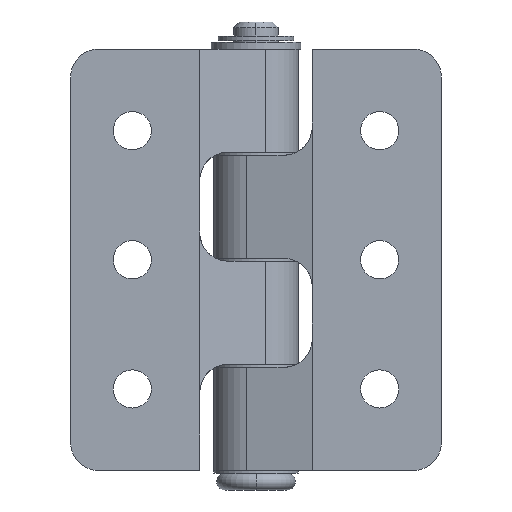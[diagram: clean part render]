
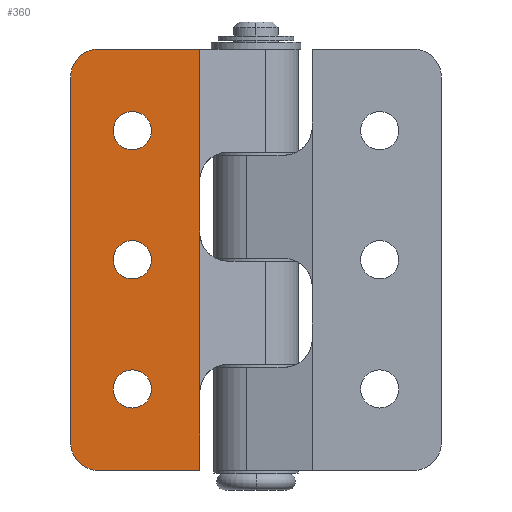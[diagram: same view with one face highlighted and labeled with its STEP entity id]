
A CAD part, front view. The second image highlights one B-rep face of the part: STEP entity #360.
In plain terms, the highlighted planar face has unit normal (0, -1, 0).
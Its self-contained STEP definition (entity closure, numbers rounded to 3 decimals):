
#16 = VERTEX_POINT ( 'NONE', #890 ) ;
#18 = VERTEX_POINT ( 'NONE', #925 ) ;
#105 = VERTEX_POINT ( 'NONE', #1061 ) ;
#106 = EDGE_CURVE ( 'NONE', #105, #113, #1054, .T. ) ;
#113 = VERTEX_POINT ( 'NONE', #1101 ) ;
#117 = VERTEX_POINT ( 'NONE', #1060 ) ;
#135 = VERTEX_POINT ( 'NONE', #1091 ) ;
#142 = EDGE_CURVE ( 'NONE', #241, #240, #1072, .T. ) ;
#144 = EDGE_CURVE ( 'NONE', #135, #155, #1073, .T. ) ;
#155 = VERTEX_POINT ( 'NONE', #1115 ) ;
#169 = EDGE_CURVE ( 'NONE', #117, #105, #1189, .T. ) ;
#194 = EDGE_CURVE ( 'NONE', #201, #196, #1217, .T. ) ;
#196 = VERTEX_POINT ( 'NONE', #1228 ) ;
#201 = VERTEX_POINT ( 'NONE', #1212 ) ;
#240 = VERTEX_POINT ( 'NONE', #1270 ) ;
#241 = VERTEX_POINT ( 'NONE', #1261 ) ;
#341 = VERTEX_POINT ( 'NONE', #1413 ) ;
#342 = ORIENTED_EDGE ( 'NONE', *, *, #343, .T. ) ;
#343 = EDGE_CURVE ( 'NONE', #117, #350, #1419, .T. ) ;
#344 = ORIENTED_EDGE ( 'NONE', *, *, #142, .T. ) ;
#347 = EDGE_CURVE ( 'NONE', #16, #18, #1465, .T. ) ;
#348 = EDGE_CURVE ( 'NONE', #350, #352, #1453, .T. ) ;
#350 = VERTEX_POINT ( 'NONE', #1449 ) ;
#351 = ORIENTED_EDGE ( 'NONE', *, *, #408, .T. ) ;
#352 = VERTEX_POINT ( 'NONE', #1459 ) ;
#353 = EDGE_LOOP ( 'NONE', ( #404, #407 ) ) ;
#355 = EDGE_LOOP ( 'NONE', ( #410, #342, #397, #396, #395, #400, #403, #358, #398 ) ) ;
#358 = ORIENTED_EDGE ( 'NONE', *, *, #380, .T. ) ;
#359 = ORIENTED_EDGE ( 'NONE', *, *, #412, .T. ) ;
#360 = ADVANCED_FACE ( 'NONE', ( #1412, #1448, #1442, #1461 ), #1440, .F. ) ;
#380 = EDGE_CURVE ( 'NONE', #399, #113, #1533, .T. ) ;
#394 = EDGE_CURVE ( 'NONE', #352, #201, #1569, .T. ) ;
#395 = ORIENTED_EDGE ( 'NONE', *, *, #194, .T. ) ;
#396 = ORIENTED_EDGE ( 'NONE', *, *, #394, .T. ) ;
#397 = ORIENTED_EDGE ( 'NONE', *, *, #348, .T. ) ;
#398 = ORIENTED_EDGE ( 'NONE', *, *, #106, .F. ) ;
#399 = VERTEX_POINT ( 'NONE', #1564 ) ;
#400 = ORIENTED_EDGE ( 'NONE', *, *, #409, .T. ) ;
#401 = EDGE_CURVE ( 'NONE', #399, #341, #1558, .T. ) ;
#403 = ORIENTED_EDGE ( 'NONE', *, *, #401, .F. ) ;
#404 = ORIENTED_EDGE ( 'NONE', *, *, #347, .T. ) ;
#405 = EDGE_LOOP ( 'NONE', ( #359, #344 ) ) ;
#406 = EDGE_LOOP ( 'NONE', ( #351, #411 ) ) ;
#407 = ORIENTED_EDGE ( 'NONE', *, *, #4010, .T. ) ;
#408 = EDGE_CURVE ( 'NONE', #155, #135, #1594, .T. ) ;
#409 = EDGE_CURVE ( 'NONE', #196, #341, #1593, .T. ) ;
#410 = ORIENTED_EDGE ( 'NONE', *, *, #169, .F. ) ;
#411 = ORIENTED_EDGE ( 'NONE', *, *, #144, .T. ) ;
#412 = EDGE_CURVE ( 'NONE', #240, #241, #1586, .T. ) ;
#890 = CARTESIAN_POINT ( 'NONE',  ( -22., -10., 26.4 ) ) ;
#925 = CARTESIAN_POINT ( 'NONE',  ( -22., -10., 19.6 ) ) ;
#1053 = CARTESIAN_POINT ( 'NONE',  ( -10., -10., 37.5 ) ) ;
#1054 = LINE ( 'NONE', #1053, #1103 ) ;
#1060 = CARTESIAN_POINT ( 'NONE',  ( -28., -10., 37.5 ) ) ;
#1061 = CARTESIAN_POINT ( 'NONE',  ( -10., -10., 37.5 ) ) ;
#1072 = CIRCLE ( 'NONE', #1126, 3.4 ) ;
#1073 = CIRCLE ( 'NONE', #1131, 3.4 ) ;
#1074 = CARTESIAN_POINT ( 'NONE',  ( -22., -10., -23. ) ) ;
#1091 = CARTESIAN_POINT ( 'NONE',  ( -22., -10., -3.4 ) ) ;
#1101 = CARTESIAN_POINT ( 'NONE',  ( -10., -10., 14.14 ) ) ;
#1102 = DIRECTION ( 'NONE',  ( 0., 0., -1. ) ) ;
#1103 = VECTOR ( 'NONE', #1102, 1000. ) ;
#1113 = DIRECTION ( 'NONE',  ( 0., 0., 1. ) ) ;
#1114 = DIRECTION ( 'NONE',  ( 0., 1., 0. ) ) ;
#1115 = CARTESIAN_POINT ( 'NONE',  ( -22., -10., 3.4 ) ) ;
#1123 = CARTESIAN_POINT ( 'NONE',  ( -22., -10., 0. ) ) ;
#1124 = DIRECTION ( 'NONE',  ( 0., 0., 1. ) ) ;
#1125 = DIRECTION ( 'NONE',  ( 0., 1., 0. ) ) ;
#1126 = AXIS2_PLACEMENT_3D ( 'NONE', #1074, #1125, #1124 ) ;
#1131 = AXIS2_PLACEMENT_3D ( 'NONE', #1123, #1114, #1113 ) ;
#1185 = DIRECTION ( 'NONE',  ( 1., 0., 0. ) ) ;
#1186 = VECTOR ( 'NONE', #1185, 1000. ) ;
#1187 = CARTESIAN_POINT ( 'NONE',  ( -33., -10., 37.5 ) ) ;
#1189 = LINE ( 'NONE', #1187, #1186 ) ;
#1212 = CARTESIAN_POINT ( 'NONE',  ( -28., -10., -37.5 ) ) ;
#1214 = DIRECTION ( 'NONE',  ( 1., 0., 0. ) ) ;
#1215 = VECTOR ( 'NONE', #1214, 1000. ) ;
#1216 = CARTESIAN_POINT ( 'NONE',  ( -33., -10., -37.5 ) ) ;
#1217 = LINE ( 'NONE', #1216, #1215 ) ;
#1228 = CARTESIAN_POINT ( 'NONE',  ( -10., -10., -37.5 ) ) ;
#1261 = CARTESIAN_POINT ( 'NONE',  ( -22., -10., -26.4 ) ) ;
#1270 = CARTESIAN_POINT ( 'NONE',  ( -22., -10., -19.6 ) ) ;
#1412 = FACE_BOUND ( 'NONE', #353, .T. ) ;
#1413 = CARTESIAN_POINT ( 'NONE',  ( -10., -10., -23.62 ) ) ;
#1418 = AXIS2_PLACEMENT_3D ( 'NONE', #1458, #1457, #1456 ) ;
#1419 = CIRCLE ( 'NONE', #1469, 5. ) ;
#1440 = PLANE ( 'NONE',  #1460 ) ;
#1442 = FACE_BOUND ( 'NONE', #405, .T. ) ;
#1448 = FACE_BOUND ( 'NONE', #406, .T. ) ;
#1449 = CARTESIAN_POINT ( 'NONE',  ( -33., -10., 32.5 ) ) ;
#1451 = DIRECTION ( 'NONE',  ( 0., 0., -1. ) ) ;
#1452 = VECTOR ( 'NONE', #1451, 1000. ) ;
#1453 = LINE ( 'NONE', #1464, #1452 ) ;
#1454 = CARTESIAN_POINT ( 'NONE',  ( -33., -10., 37.5 ) ) ;
#1456 = DIRECTION ( 'NONE',  ( 0., 0., 1. ) ) ;
#1457 = DIRECTION ( 'NONE',  ( 0., 1., 0. ) ) ;
#1458 = CARTESIAN_POINT ( 'NONE',  ( -22., -10., 23. ) ) ;
#1459 = CARTESIAN_POINT ( 'NONE',  ( -33., -10., -32.5 ) ) ;
#1460 = AXIS2_PLACEMENT_3D ( 'NONE', #1454, #1503, #1502 ) ;
#1461 = FACE_OUTER_BOUND ( 'NONE', #355, .T. ) ;
#1464 = CARTESIAN_POINT ( 'NONE',  ( -33., -10., 37.5 ) ) ;
#1465 = CIRCLE ( 'NONE', #1418, 3.4 ) ;
#1466 = DIRECTION ( 'NONE',  ( 0., 0., 1. ) ) ;
#1467 = DIRECTION ( 'NONE',  ( 0., -1., 0. ) ) ;
#1468 = CARTESIAN_POINT ( 'NONE',  ( -28., -10., 32.5 ) ) ;
#1469 = AXIS2_PLACEMENT_3D ( 'NONE', #1468, #1467, #1466 ) ;
#1502 = DIRECTION ( 'NONE',  ( 0., 0., 1. ) ) ;
#1503 = DIRECTION ( 'NONE',  ( 0., 1., 0. ) ) ;
#1530 = DIRECTION ( 'NONE',  ( 0., 0., 1. ) ) ;
#1531 = VECTOR ( 'NONE', #1530, 1000. ) ;
#1532 = CARTESIAN_POINT ( 'NONE',  ( -10., -10., 37.5 ) ) ;
#1533 = LINE ( 'NONE', #1532, #1531 ) ;
#1552 = DIRECTION ( 'NONE',  ( 0., 1., 0. ) ) ;
#1553 = AXIS2_PLACEMENT_3D ( 'NONE', #1565, #1552, #1557 ) ;
#1554 = DIRECTION ( 'NONE',  ( 0., 0., 1. ) ) ;
#1555 = DIRECTION ( 'NONE',  ( 0., -1., 0. ) ) ;
#1556 = AXIS2_PLACEMENT_3D ( 'NONE', #1563, #1555, #1554 ) ;
#1557 = DIRECTION ( 'NONE',  ( 0., 0., 1. ) ) ;
#1558 = LINE ( 'NONE', #1572, #1571 ) ;
#1563 = CARTESIAN_POINT ( 'NONE',  ( -28., -10., -32.5 ) ) ;
#1564 = CARTESIAN_POINT ( 'NONE',  ( -10., -10., 4.76 ) ) ;
#1565 = CARTESIAN_POINT ( 'NONE',  ( -22., -10., 0. ) ) ;
#1569 = CIRCLE ( 'NONE', #1556, 5. ) ;
#1570 = DIRECTION ( 'NONE',  ( 0., 0., -1. ) ) ;
#1571 = VECTOR ( 'NONE', #1570, 1000. ) ;
#1572 = CARTESIAN_POINT ( 'NONE',  ( -10., -10., 37.5 ) ) ;
#1582 = DIRECTION ( 'NONE',  ( 0., 0., 1. ) ) ;
#1583 = DIRECTION ( 'NONE',  ( 0., 1., 0. ) ) ;
#1584 = AXIS2_PLACEMENT_3D ( 'NONE', #1591, #1583, #1582 ) ;
#1586 = CIRCLE ( 'NONE', #1584, 3.4 ) ;
#1587 = DIRECTION ( 'NONE',  ( 0., 0., 1. ) ) ;
#1588 = VECTOR ( 'NONE', #1587, 1000. ) ;
#1591 = CARTESIAN_POINT ( 'NONE',  ( -22., -10., -23. ) ) ;
#1592 = CARTESIAN_POINT ( 'NONE',  ( -10., -10., 37.5 ) ) ;
#1593 = LINE ( 'NONE', #1592, #1588 ) ;
#1594 = CIRCLE ( 'NONE', #1553, 3.4 ) ;
#2797 = CARTESIAN_POINT ( 'NONE',  ( -22., -10., 23. ) ) ;
#2801 = CIRCLE ( 'NONE', #2847, 3.4 ) ;
#2845 = DIRECTION ( 'NONE',  ( 0., 0., 1. ) ) ;
#2846 = DIRECTION ( 'NONE',  ( 0., 1., 0. ) ) ;
#2847 = AXIS2_PLACEMENT_3D ( 'NONE', #2797, #2846, #2845 ) ;
#4010 = EDGE_CURVE ( 'NONE', #18, #16, #2801, .T. ) ;
